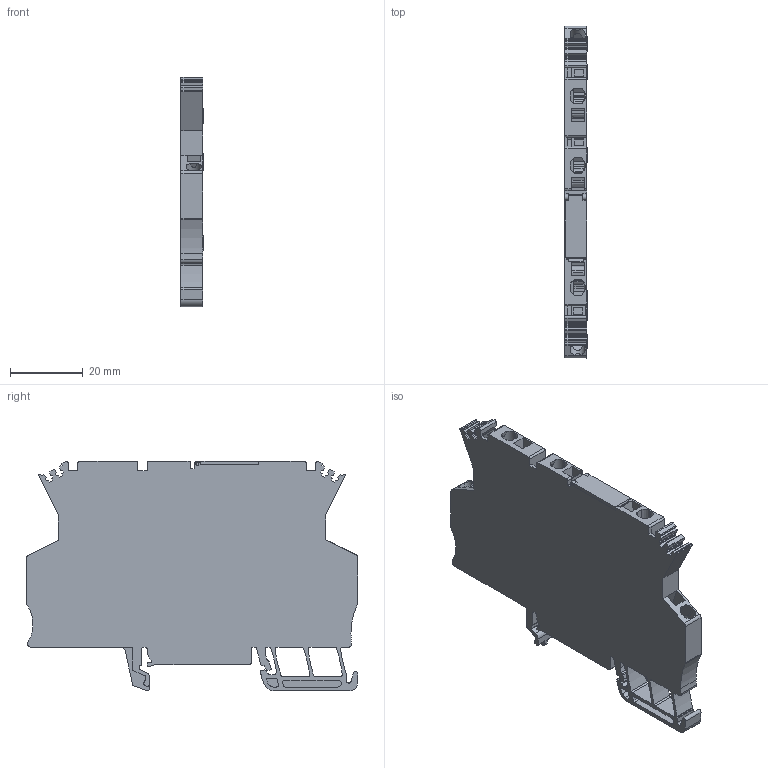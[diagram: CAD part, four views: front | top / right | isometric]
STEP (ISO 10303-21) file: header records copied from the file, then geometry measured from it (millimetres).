
FILE_DESCRIPTION(('CATIA V5 STEP Exchange','CAx-IF Rec.Pracs.--- Model Styling and Organization---1.4--- 2014-01-23'),'2;1');
FILE_NAME ('D1429119_2', '2020-07-30T12:10:19+00:00', ('none'), ('Weidmueller'), 'CATIA Version 5-6 Release 2016 SP3 HF44', 'CATIA V5 STEP AP214', 'none');
FILE_SCHEMA(('AUTOMOTIVE_DESIGN { 1 0 10303 214 1 1 1 1 }'));
Products named in the file (1): S3D_MCZ_5
Bounding box: 6.1 x 91 x 62.9 mm (x, y, z)
Volume: 12926.5 mm3; surface area: 19028.6 mm2
Topology: 7 solids, 7 shells, 1409 faces, 4248 edges, 2857 vertices
Faces by surface type: plane 856, cylinder 368, extrusion 185
Entity records: 50349 total; most frequent: CARTESIAN_POINT 12509, ORIENTED_EDGE 8496, DIRECTION 5908, EDGE_CURVE 4248, VECTOR 3075, LINE 2890, VERTEX_POINT 2857, AXIS2_PLACEMENT_3D 1811
